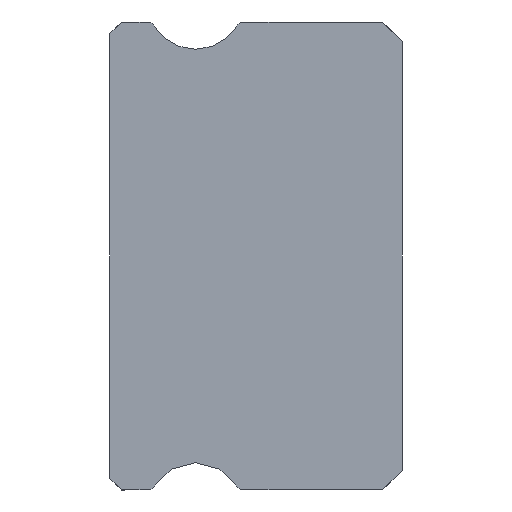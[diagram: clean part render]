
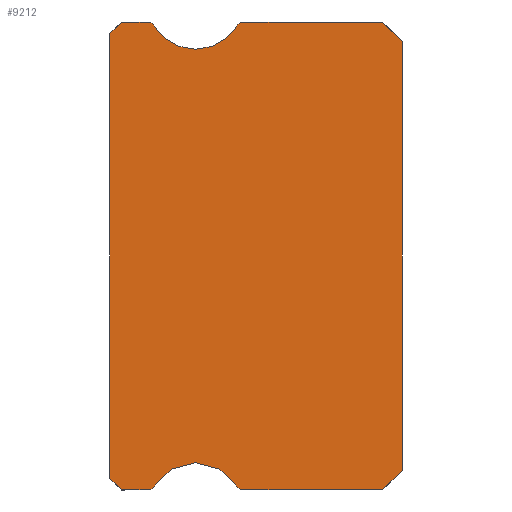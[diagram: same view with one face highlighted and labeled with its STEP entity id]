
A CAD part, left-side view. The second image highlights one B-rep face of the part: STEP entity #9212.
In plain terms, the highlighted planar face has unit normal (-1, 0, 0).
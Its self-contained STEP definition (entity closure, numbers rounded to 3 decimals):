
#134 = DIRECTION ( 'NONE',  ( 0., -0.707, -0.707 ) ) ;
#273 = FACE_OUTER_BOUND ( 'NONE', #10387, .T. ) ;
#428 = LINE ( 'NONE', #4635, #2066 ) ;
#465 = CIRCLE ( 'NONE', #4186, 0.15 ) ;
#551 = DIRECTION ( 'NONE',  ( 0., 0., -1. ) ) ;
#660 = DIRECTION ( 'NONE',  ( 0., 0., -1. ) ) ;
#721 = LINE ( 'NONE', #5836, #6284 ) ;
#753 = DIRECTION ( 'NONE',  ( 1., 0., 0. ) ) ;
#782 = VERTEX_POINT ( 'NONE', #5128 ) ;
#811 = VERTEX_POINT ( 'NONE', #12536 ) ;
#1093 = ORIENTED_EDGE ( 'NONE', *, *, #9030, .T. ) ;
#1115 = AXIS2_PLACEMENT_3D ( 'NONE', #6100, #12748, #3200 ) ;
#1251 = ORIENTED_EDGE ( 'NONE', *, *, #2141, .F. ) ;
#1326 = EDGE_CURVE ( 'NONE', #2838, #2523, #5776, .T. ) ;
#1376 = CIRCLE ( 'NONE', #5554, 0.15 ) ;
#1423 = AXIS2_PLACEMENT_3D ( 'NONE', #3439, #7662, #12994 ) ;
#1549 = CIRCLE ( 'NONE', #1115, 1.25 ) ;
#1685 = DIRECTION ( 'NONE',  ( 0., 0., -1. ) ) ;
#1757 = EDGE_CURVE ( 'NONE', #2220, #5568, #9326, .T. ) ;
#1801 = VECTOR ( 'NONE', #8958, 1000. ) ;
#1816 = EDGE_CURVE ( 'NONE', #9125, #6231, #13360, .T. ) ;
#2066 = VECTOR ( 'NONE', #6775, 1000. ) ;
#2141 = EDGE_CURVE ( 'NONE', #11289, #2838, #428, .T. ) ;
#2192 = LINE ( 'NONE', #5379, #11911 ) ;
#2220 = VERTEX_POINT ( 'NONE', #9943 ) ;
#2358 = LINE ( 'NONE', #7768, #1801 ) ;
#2470 = CARTESIAN_POINT ( 'NONE',  ( -12.5, 6.512, 6. ) ) ;
#2489 = ORIENTED_EDGE ( 'NONE', *, *, #4503, .F. ) ;
#2523 = VERTEX_POINT ( 'NONE', #7346 ) ;
#2542 = DIRECTION ( 'NONE',  ( 1., 0., 0. ) ) ;
#2551 = CARTESIAN_POINT ( 'NONE',  ( -12.5, 6.383, 5.925 ) ) ;
#2624 = CARTESIAN_POINT ( 'NONE',  ( -12.5, 5.3, 5.3 ) ) ;
#2771 = ORIENTED_EDGE ( 'NONE', *, *, #6430, .F. ) ;
#2838 = VERTEX_POINT ( 'NONE', #4188 ) ;
#2911 = EDGE_CURVE ( 'NONE', #6231, #10357, #10909, .T. ) ;
#3005 = CARTESIAN_POINT ( 'NONE',  ( -12.5, 7.2, -6. ) ) ;
#3045 = AXIS2_PLACEMENT_3D ( 'NONE', #6639, #12956, #3526 ) ;
#3200 = DIRECTION ( 'NONE',  ( 0., 0., -1. ) ) ;
#3434 = CARTESIAN_POINT ( 'NONE',  ( -12.5, 6.512, -6. ) ) ;
#3438 = VERTEX_POINT ( 'NONE', #2551 ) ;
#3439 = CARTESIAN_POINT ( 'NONE',  ( -12.5, 6.512, 5.85 ) ) ;
#3441 = CARTESIAN_POINT ( 'NONE',  ( -12.5, 0., 5.5 ) ) ;
#3526 = DIRECTION ( 'NONE',  ( 0., 0., -1. ) ) ;
#3643 = EDGE_CURVE ( 'NONE', #782, #4310, #1376, .T. ) ;
#3747 = AXIS2_PLACEMENT_3D ( 'NONE', #3838, #12682, #660 ) ;
#3750 = VERTEX_POINT ( 'NONE', #13041 ) ;
#3838 = CARTESIAN_POINT ( 'NONE',  ( -12.5, 4.088, -5.85 ) ) ;
#4126 = EDGE_CURVE ( 'NONE', #4310, #9600, #7838, .T. ) ;
#4186 = AXIS2_PLACEMENT_3D ( 'NONE', #7203, #11707, #10879 ) ;
#4188 = CARTESIAN_POINT ( 'NONE',  ( -12.5, 0.5, -6. ) ) ;
#4259 = ORIENTED_EDGE ( 'NONE', *, *, #5339, .F. ) ;
#4310 = VERTEX_POINT ( 'NONE', #5530 ) ;
#4503 = EDGE_CURVE ( 'NONE', #2523, #2220, #9492, .T. ) ;
#4635 = CARTESIAN_POINT ( 'NONE',  ( -12.5, 0., -5.5 ) ) ;
#4715 = LINE ( 'NONE', #11969, #4930 ) ;
#4723 = DIRECTION ( 'NONE',  ( 0., -1., 0. ) ) ;
#4841 = VERTEX_POINT ( 'NONE', #2624 ) ;
#4930 = VECTOR ( 'NONE', #9747, 1000. ) ;
#4966 = DIRECTION ( 'NONE',  ( 0., 0., -1. ) ) ;
#5128 = CARTESIAN_POINT ( 'NONE',  ( -12.5, 4.217, 5.925 ) ) ;
#5325 = ORIENTED_EDGE ( 'NONE', *, *, #7732, .F. ) ;
#5339 = EDGE_CURVE ( 'NONE', #4841, #782, #13219, .T. ) ;
#5379 = CARTESIAN_POINT ( 'NONE',  ( -12.5, 0.5, 6. ) ) ;
#5530 = CARTESIAN_POINT ( 'NONE',  ( -12.5, 4.088, 6. ) ) ;
#5554 = AXIS2_PLACEMENT_3D ( 'NONE', #6538, #753, #4966 ) ;
#5568 = VERTEX_POINT ( 'NONE', #9203 ) ;
#5764 = VECTOR ( 'NONE', #4723, 1000. ) ;
#5776 = LINE ( 'NONE', #3434, #10651 ) ;
#5778 = CARTESIAN_POINT ( 'NONE',  ( -12.5, 6.512, -5.85 ) ) ;
#5805 = DIRECTION ( 'NONE',  ( 0., 1., 0. ) ) ;
#5812 = CIRCLE ( 'NONE', #12228, 0.15 ) ;
#5836 = CARTESIAN_POINT ( 'NONE',  ( -12.5, 7.5, 5.85 ) ) ;
#6100 = CARTESIAN_POINT ( 'NONE',  ( -12.5, 5.3, 6.55 ) ) ;
#6231 = VERTEX_POINT ( 'NONE', #11195 ) ;
#6284 = VECTOR ( 'NONE', #10047, 1000. ) ;
#6430 = EDGE_CURVE ( 'NONE', #9600, #10835, #2192, .T. ) ;
#6538 = CARTESIAN_POINT ( 'NONE',  ( -12.5, 4.088, 5.85 ) ) ;
#6576 = CARTESIAN_POINT ( 'NONE',  ( -12.5, 7.5, 5.7 ) ) ;
#6635 = CARTESIAN_POINT ( 'NONE',  ( -12.5, 0., -5.5 ) ) ;
#6639 = CARTESIAN_POINT ( 'NONE',  ( -12.5, 5.3, 6.55 ) ) ;
#6775 = DIRECTION ( 'NONE',  ( 0., 0.707, -0.707 ) ) ;
#6885 = CARTESIAN_POINT ( 'NONE',  ( -12.5, 0.5, 6. ) ) ;
#7203 = CARTESIAN_POINT ( 'NONE',  ( -12.5, 6.512, 5.85 ) ) ;
#7346 = CARTESIAN_POINT ( 'NONE',  ( -12.5, 4.088, -6. ) ) ;
#7349 = AXIS2_PLACEMENT_3D ( 'NONE', #7975, #12200, #1685 ) ;
#7586 = VERTEX_POINT ( 'NONE', #13673 ) ;
#7662 = DIRECTION ( 'NONE',  ( 1., 0., 0. ) ) ;
#7732 = EDGE_CURVE ( 'NONE', #811, #10357, #721, .T. ) ;
#7768 = CARTESIAN_POINT ( 'NONE',  ( -12.5, 0., 5.5 ) ) ;
#7838 = LINE ( 'NONE', #12055, #5764 ) ;
#7894 = CARTESIAN_POINT ( 'NONE',  ( -12.5, 7.2, 6. ) ) ;
#7975 = CARTESIAN_POINT ( 'NONE',  ( -12.5, 5.3, -6.55 ) ) ;
#8119 = DIRECTION ( 'NONE',  ( 0., -0.707, -0.707 ) ) ;
#8204 = ORIENTED_EDGE ( 'NONE', *, *, #1816, .T. ) ;
#8507 = ORIENTED_EDGE ( 'NONE', *, *, #4126, .F. ) ;
#8712 = PLANE ( 'NONE',  #1423 ) ;
#8845 = DIRECTION ( 'NONE',  ( 0., 0.707, -0.707 ) ) ;
#8913 = CARTESIAN_POINT ( 'NONE',  ( -12.5, 7.5, 5.7 ) ) ;
#8958 = DIRECTION ( 'NONE',  ( 0., 0., 1. ) ) ;
#9030 = EDGE_CURVE ( 'NONE', #7586, #3750, #4715, .T. ) ;
#9125 = VERTEX_POINT ( 'NONE', #2470 ) ;
#9203 = CARTESIAN_POINT ( 'NONE',  ( -12.5, 6.383, -5.925 ) ) ;
#9212 = ADVANCED_FACE ( 'NONE', ( #273 ), #8712, .F. ) ;
#9326 = CIRCLE ( 'NONE', #7349, 1.25 ) ;
#9492 = CIRCLE ( 'NONE', #3747, 0.15 ) ;
#9600 = VERTEX_POINT ( 'NONE', #6885 ) ;
#9661 = EDGE_CURVE ( 'NONE', #3438, #4841, #1549, .T. ) ;
#9747 = DIRECTION ( 'NONE',  ( 0., -1., 0. ) ) ;
#9750 = EDGE_CURVE ( 'NONE', #9125, #3438, #465, .T. ) ;
#9795 = DIRECTION ( 'NONE',  ( 0., 1., 0. ) ) ;
#9943 = CARTESIAN_POINT ( 'NONE',  ( -12.5, 4.217, -5.925 ) ) ;
#10047 = DIRECTION ( 'NONE',  ( 0., 0., 1. ) ) ;
#10215 = VECTOR ( 'NONE', #5805, 1000. ) ;
#10229 = ORIENTED_EDGE ( 'NONE', *, *, #3643, .F. ) ;
#10346 = ORIENTED_EDGE ( 'NONE', *, *, #9661, .F. ) ;
#10357 = VERTEX_POINT ( 'NONE', #6576 ) ;
#10387 = EDGE_LOOP ( 'NONE', ( #10871, #5325, #13354, #1093, #11791, #11592, #2489, #13484, #1251, #13656, #2771, #8507, #10229, #4259, #10346, #11866, #8204 ) ) ;
#10651 = VECTOR ( 'NONE', #9795, 1000. ) ;
#10835 = VERTEX_POINT ( 'NONE', #3441 ) ;
#10871 = ORIENTED_EDGE ( 'NONE', *, *, #2911, .T. ) ;
#10879 = DIRECTION ( 'NONE',  ( 0., 0., -1. ) ) ;
#10909 = LINE ( 'NONE', #8913, #12176 ) ;
#11195 = CARTESIAN_POINT ( 'NONE',  ( -12.5, 7.2, 6. ) ) ;
#11289 = VERTEX_POINT ( 'NONE', #6635 ) ;
#11436 = EDGE_CURVE ( 'NONE', #811, #7586, #13392, .T. ) ;
#11592 = ORIENTED_EDGE ( 'NONE', *, *, #1757, .F. ) ;
#11707 = DIRECTION ( 'NONE',  ( 1., 0., 0. ) ) ;
#11791 = ORIENTED_EDGE ( 'NONE', *, *, #12132, .F. ) ;
#11866 = ORIENTED_EDGE ( 'NONE', *, *, #9750, .F. ) ;
#11911 = VECTOR ( 'NONE', #134, 1000. ) ;
#11969 = CARTESIAN_POINT ( 'NONE',  ( -12.5, 6.512, -6. ) ) ;
#12055 = CARTESIAN_POINT ( 'NONE',  ( -12.5, 6.512, 6. ) ) ;
#12132 = EDGE_CURVE ( 'NONE', #5568, #3750, #5812, .T. ) ;
#12176 = VECTOR ( 'NONE', #8845, 1000. ) ;
#12200 = DIRECTION ( 'NONE',  ( -1., 0., 0. ) ) ;
#12228 = AXIS2_PLACEMENT_3D ( 'NONE', #5778, #2542, #551 ) ;
#12536 = CARTESIAN_POINT ( 'NONE',  ( -12.5, 7.5, -5.7 ) ) ;
#12682 = DIRECTION ( 'NONE',  ( 1., 0., 0. ) ) ;
#12685 = VECTOR ( 'NONE', #8119, 1000. ) ;
#12748 = DIRECTION ( 'NONE',  ( -1., 0., 0. ) ) ;
#12891 = EDGE_CURVE ( 'NONE', #11289, #10835, #2358, .T. ) ;
#12956 = DIRECTION ( 'NONE',  ( -1., 0., 0. ) ) ;
#12994 = DIRECTION ( 'NONE',  ( 0., 0., -1. ) ) ;
#13041 = CARTESIAN_POINT ( 'NONE',  ( -12.5, 6.512, -6. ) ) ;
#13219 = CIRCLE ( 'NONE', #3045, 1.25 ) ;
#13354 = ORIENTED_EDGE ( 'NONE', *, *, #11436, .T. ) ;
#13360 = LINE ( 'NONE', #7894, #10215 ) ;
#13392 = LINE ( 'NONE', #3005, #12685 ) ;
#13484 = ORIENTED_EDGE ( 'NONE', *, *, #1326, .F. ) ;
#13656 = ORIENTED_EDGE ( 'NONE', *, *, #12891, .T. ) ;
#13673 = CARTESIAN_POINT ( 'NONE',  ( -12.5, 7.2, -6. ) ) ;
